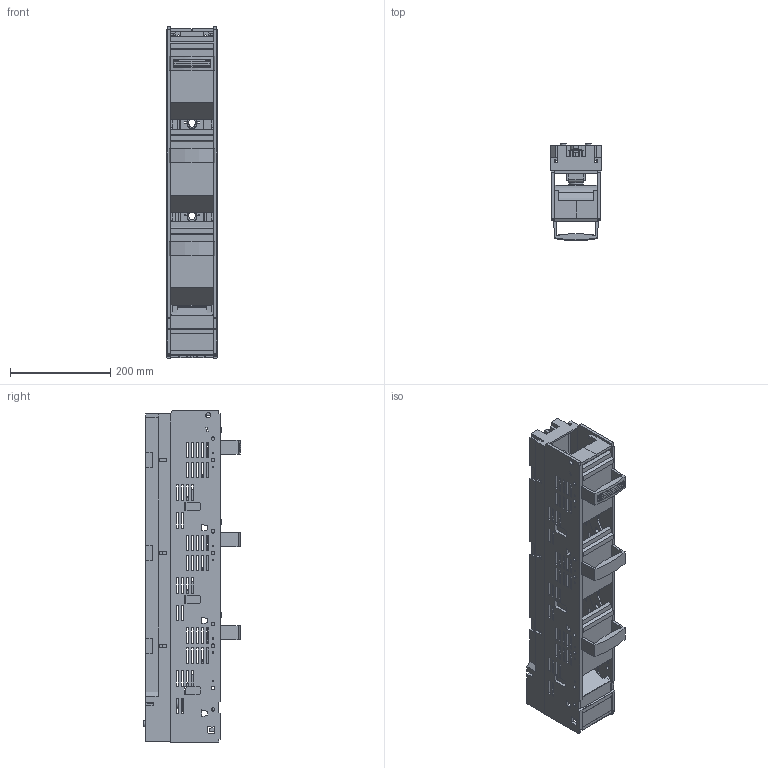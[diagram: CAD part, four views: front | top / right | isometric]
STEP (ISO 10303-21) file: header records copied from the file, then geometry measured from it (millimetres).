
FILE_DESCRIPTION(('CATIA V5 STEP'),'2;1');
FILE_NAME('L0810_NH-Wandlerlastschaltleiste_SL3_3x_3A_W.stp','2019-02-18T12:45:32+00:00',('none'),('Jean Müller GmbH'),'CATIA Version 5 Release 19 SP 9 (IN-10)','CATIA V5 STEP AP214','none');
FILE_SCHEMA(('AUTOMOTIVE_DESIGN { 1 0 10303 214 1 1 1 1 }'));
Products named in the file (1): L0810_NH-Wandlerlastschaltleiste SL3-3x/3A/W
Bounding box: 100 x 194.26 x 661.98 mm (x, y, z)
Volume: 2265360.3 mm3; surface area: 1004210.7 mm2
Topology: 8 solids, 11 shells, 2518 faces, 6846 edges, 4351 vertices
Faces by surface type: plane 2128, cylinder 232, bspline 108, cone 50
Entity records: 78899 total; most frequent: CARTESIAN_POINT 19432, ORIENTED_EDGE 13704, DIRECTION 9618, EDGE_CURVE 6846, VECTOR 5469, LINE 5469, VERTEX_POINT 4351, EDGE_LOOP 2893
